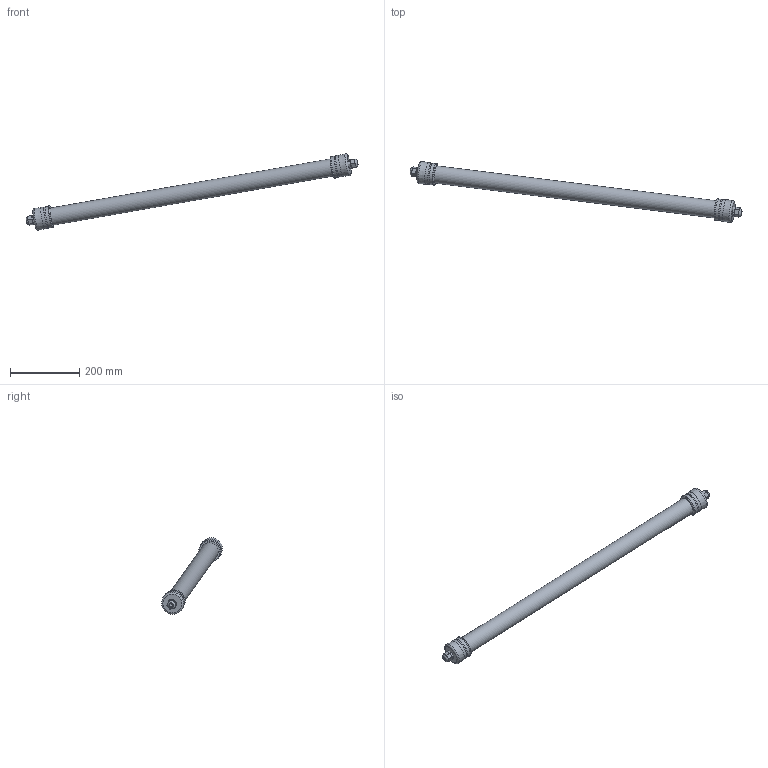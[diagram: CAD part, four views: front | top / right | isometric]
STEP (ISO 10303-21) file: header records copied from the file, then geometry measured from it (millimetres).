
FILE_DESCRIPTION(/* description */ (''),/* implementation_level */ '2;1');
FILE_NAME(/* name */ 'KE-LED-EA 5030-P_Durchgang.stp',/* time_stamp */ '2025-05-19T09:21:56+02:00',/* author */ ('stree'),/* organization */ (''),/* preprocessor_version */ 'ST-DEVELOPER v20.1',/* originating_system */ 'Autodesk Inventor 2026',/* authorisation */ '');
FILE_SCHEMA (('AUTOMOTIVE_DESIGN { 1 0 10303 214 3 1 1 }'));
Length unit declared in the file: millimetre
Products named in the file (5): KE-LED-EA 5030-P_Durchgang Baugruppe; KE-LED-EA 5030-P 2.Rohr_Durchgang; KE-LED-EA 5030-P Rohr_Durchgang; KE-LED-EA 5030-P Kappe Unten; Kabelverschraubung M20
Assembly tree (6 placements, depth 2):
  KE-LED-EA 5030-P_Durchgang Baugruppe
    Kabelverschraubung M20  x2
    KE-LED-EA 5030-P 2.Rohr_Durchgang
    KE-LED-EA 5030-P Kappe Unten  x2
    KE-LED-EA 5030-P Rohr_Durchgang
Bounding box: 960.6 x 176.67 x 221.75 mm (x, y, z)
Volume: 696705.3 mm3; surface area: 371348.8 mm2
Topology: 6 solids, 6 shells, 108 faces, 236 edges, 156 vertices
Faces by surface type: plane 52, cylinder 42, torus 6, cone 6, bspline 2
Full cylindrical faces by diameter (mm): 10 x2, 18 x2, 20 x4, 41.9 x1, 42 x2, 50 x3, 62.5 x2, 64 x2
Entity records: 1840 total; most frequent: DIRECTION 322, CARTESIAN_POINT 301, ORIENTED_EDGE 248, AXIS2_PLACEMENT_3D 130, EDGE_CURVE 124, VERTEX_POINT 82, EDGE_LOOP 74, LINE 62
